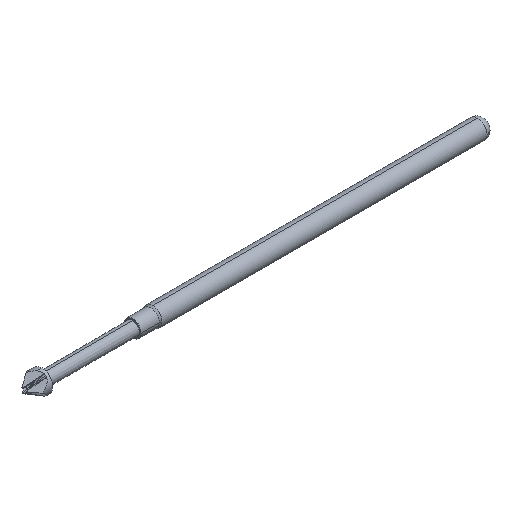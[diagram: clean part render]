
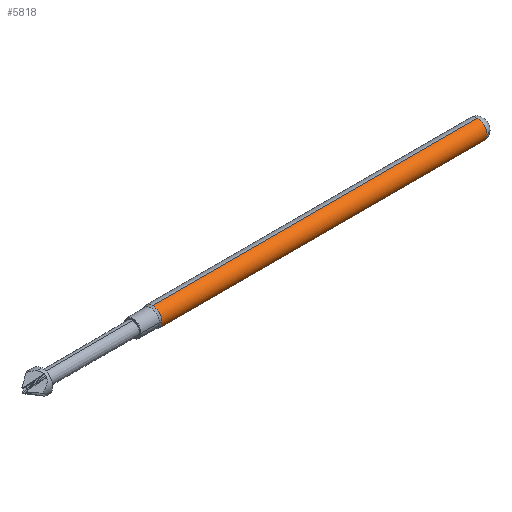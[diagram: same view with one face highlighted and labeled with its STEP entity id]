
A CAD part, isometric view. The second image highlights one B-rep face of the part: STEP entity #5818.
In plain terms, the highlighted cylindrical face has radius 0.683 mm (diameter 1.367 mm), a partial arc.
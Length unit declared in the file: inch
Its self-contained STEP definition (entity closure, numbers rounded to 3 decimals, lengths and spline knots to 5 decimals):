
#22 = CARTESIAN_POINT ( 'NONE',  ( 0.0565, -0.0269, 0. ) ) ;
#117 = DIRECTION ( 'NONE',  ( 0., 0., 1. ) ) ;
#281 = EDGE_CURVE ( 'NONE', #825, #4421, #4061, .T. ) ;
#345 = CARTESIAN_POINT ( 'NONE',  ( 0.0565, 0., 0.0269 ) ) ;
#503 = CYLINDRICAL_SURFACE ( 'NONE', #797, 0.0269 ) ;
#637 = EDGE_CURVE ( 'NONE', #825, #5615, #6247, .T. ) ;
#797 = AXIS2_PLACEMENT_3D ( 'NONE', #4620, #3209, #117 ) ;
#825 = VERTEX_POINT ( 'NONE', #3081 ) ;
#1345 = ORIENTED_EDGE ( 'NONE', *, *, #637, .T. ) ;
#1473 = DIRECTION ( 'NONE',  ( 1., 0., 0. ) ) ;
#1671 = ORIENTED_EDGE ( 'NONE', *, *, #5339, .T. ) ;
#2065 = ORIENTED_EDGE ( 'NONE', *, *, #281, .F. ) ;
#2090 = VECTOR ( 'NONE', #6339, 39.37008 ) ;
#2103 = DIRECTION ( 'NONE',  ( 1., 0., 0. ) ) ;
#2251 = CIRCLE ( 'NONE', #3603, 0.0269 ) ;
#2307 = EDGE_LOOP ( 'NONE', ( #4309, #4529, #2065, #1345, #2918, #1671 ) ) ;
#2432 = VERTEX_POINT ( 'NONE', #4146 ) ;
#2526 = FACE_OUTER_BOUND ( 'NONE', #2307, .T. ) ;
#2535 = DIRECTION ( 'NONE',  ( 1., 0., 0. ) ) ;
#2543 = VERTEX_POINT ( 'NONE', #4706 ) ;
#2764 = CIRCLE ( 'NONE', #4941, 0.0269 ) ;
#2918 = ORIENTED_EDGE ( 'NONE', *, *, #5892, .T. ) ;
#2927 = CARTESIAN_POINT ( 'NONE',  ( 0.98023, 0., 0. ) ) ;
#3081 = CARTESIAN_POINT ( 'NONE',  ( 0.98023, 0., 0.0269 ) ) ;
#3110 = DIRECTION ( 'NONE',  ( 0., 1., 0. ) ) ;
#3132 = VERTEX_POINT ( 'NONE', #22 ) ;
#3209 = DIRECTION ( 'NONE',  ( -1., 0., 0. ) ) ;
#3210 = VECTOR ( 'NONE', #4641, 39.37008 ) ;
#3266 = CARTESIAN_POINT ( 'NONE',  ( 0.99999, 0., 0.0269 ) ) ;
#3448 = CIRCLE ( 'NONE', #3670, 0.0269 ) ;
#3603 = AXIS2_PLACEMENT_3D ( 'NONE', #4155, #2103, #3110 ) ;
#3664 = EDGE_CURVE ( 'NONE', #2432, #2543, #4110, .T. ) ;
#3670 = AXIS2_PLACEMENT_3D ( 'NONE', #3872, #5890, #3808 ) ;
#3808 = DIRECTION ( 'NONE',  ( 0., 1., 0. ) ) ;
#3852 = AXIS2_PLACEMENT_3D ( 'NONE', #4100, #2535, #4599 ) ;
#3872 = CARTESIAN_POINT ( 'NONE',  ( 0.0565, 0., 0. ) ) ;
#4061 = CIRCLE ( 'NONE', #3852, 0.0269 ) ;
#4100 = CARTESIAN_POINT ( 'NONE',  ( 0.98023, 0., 0. ) ) ;
#4110 = LINE ( 'NONE', #5614, #3210 ) ;
#4146 = CARTESIAN_POINT ( 'NONE',  ( 0.98023, 0., -0.0269 ) ) ;
#4155 = CARTESIAN_POINT ( 'NONE',  ( 0.0565, 0., 0. ) ) ;
#4309 = ORIENTED_EDGE ( 'NONE', *, *, #3664, .F. ) ;
#4421 = VERTEX_POINT ( 'NONE', #6393 ) ;
#4529 = ORIENTED_EDGE ( 'NONE', *, *, #6027, .F. ) ;
#4599 = DIRECTION ( 'NONE',  ( 0., 1., 0. ) ) ;
#4620 = CARTESIAN_POINT ( 'NONE',  ( 0.99999, 0., 0. ) ) ;
#4641 = DIRECTION ( 'NONE',  ( -1., 0., 0. ) ) ;
#4706 = CARTESIAN_POINT ( 'NONE',  ( 0.0565, 0., -0.0269 ) ) ;
#4941 = AXIS2_PLACEMENT_3D ( 'NONE', #2927, #1473, #5442 ) ;
#5339 = EDGE_CURVE ( 'NONE', #3132, #2543, #3448, .T. ) ;
#5442 = DIRECTION ( 'NONE',  ( 0., 1., 0. ) ) ;
#5614 = CARTESIAN_POINT ( 'NONE',  ( 0.99999, 0., -0.0269 ) ) ;
#5615 = VERTEX_POINT ( 'NONE', #345 ) ;
#5818 = ADVANCED_FACE ( 'NONE', ( #2526 ), #503, .T. ) ;
#5890 = DIRECTION ( 'NONE',  ( 1., 0., 0. ) ) ;
#5892 = EDGE_CURVE ( 'NONE', #5615, #3132, #2251, .T. ) ;
#6027 = EDGE_CURVE ( 'NONE', #4421, #2432, #2764, .T. ) ;
#6247 = LINE ( 'NONE', #3266, #2090 ) ;
#6339 = DIRECTION ( 'NONE',  ( -1., 0., 0. ) ) ;
#6393 = CARTESIAN_POINT ( 'NONE',  ( 0.98023, -0.0269, 0. ) ) ;
